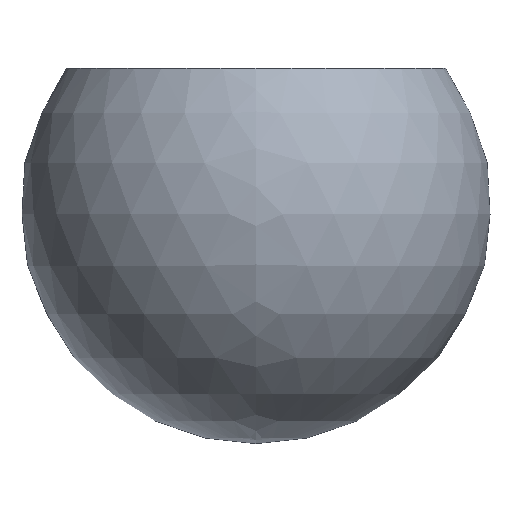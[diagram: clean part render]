
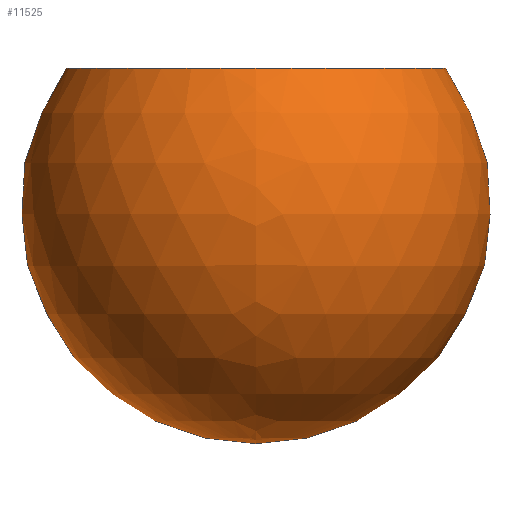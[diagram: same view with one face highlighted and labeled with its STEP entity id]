
A CAD part, left-side view. The second image highlights one B-rep face of the part: STEP entity #11525.
In plain terms, the highlighted spherical face has radius 30 mm.
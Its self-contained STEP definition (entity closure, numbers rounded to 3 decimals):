
#1468 = AXIS2_PLACEMENT_3D ( 'NONE', #6715, #7773, #8962 ) ;
#2028 = FACE_BOUND ( 'NONE', #8757, .T. ) ;
#4339 = AXIS2_PLACEMENT_3D ( 'NONE', #11038, #9036, #4794 ) ;
#4794 = DIRECTION ( 'NONE',  ( -1., 0., 0. ) ) ;
#6715 = CARTESIAN_POINT ( 'NONE',  ( 0., 0., 17.798 ) ) ;
#7243 = CARTESIAN_POINT ( 'NONE',  ( -24.15, 0., 17.798 ) ) ;
#7773 = DIRECTION ( 'NONE',  ( 0., 0., 1. ) ) ;
#8019 = VERTEX_POINT ( 'NONE', #7243 ) ;
#8393 = CIRCLE ( 'NONE', #1468, 24.15 ) ;
#8597 = EDGE_CURVE ( 'NONE', #8019, #8019, #8393, .T. ) ;
#8757 = EDGE_LOOP ( 'NONE', ( #9324 ) ) ;
#8962 = DIRECTION ( 'NONE',  ( -1., 0., 0. ) ) ;
#9036 = DIRECTION ( 'NONE',  ( 0., 0., 1. ) ) ;
#9324 = ORIENTED_EDGE ( 'NONE', *, *, #8597, .F. ) ;
#11038 = CARTESIAN_POINT ( 'NONE',  ( 0., 0., 0. ) ) ;
#11525 = ADVANCED_FACE ( 'NONE', ( #2028 ), #12325, .T. ) ;
#12325 = SPHERICAL_SURFACE ( 'NONE', #4339, 30. ) ;
